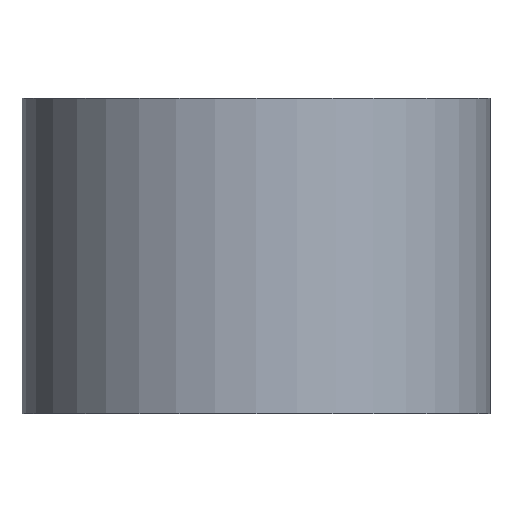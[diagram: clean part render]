
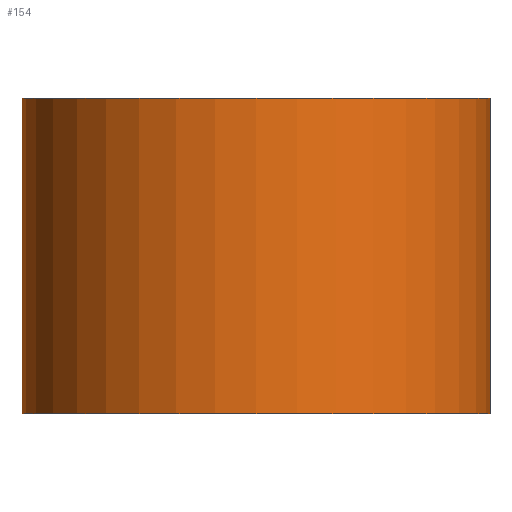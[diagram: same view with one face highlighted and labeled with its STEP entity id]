
A CAD part, front view. The second image highlights one B-rep face of the part: STEP entity #154.
In plain terms, the highlighted cylindrical face has radius 20 mm (diameter 40 mm), a partial arc.
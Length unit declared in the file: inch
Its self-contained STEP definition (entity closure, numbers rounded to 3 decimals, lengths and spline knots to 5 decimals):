
#6=CARTESIAN_POINT('',(0.,0.,0.));
#7=DIRECTION('',(0.,0.,1.));
#8=DIRECTION('',(-1.,0.,0.));
#9=AXIS2_PLACEMENT_3D('',#6,#7,#8);
#21=DIRECTION('',(0.,0.,1.));
#22=VECTOR('',#21,1.06299);
#23=CARTESIAN_POINT('',(0.7874,0.,0.));
#24=LINE('',#23,#22);
#25=DIRECTION('',(0.,0.,1.));
#26=VECTOR('',#25,1.06299);
#27=CARTESIAN_POINT('',(-0.7874,0.,0.));
#28=LINE('',#27,#26);
#34=CARTESIAN_POINT('',(0.,0.,1.06299));
#35=DIRECTION('',(0.,0.,1.));
#36=DIRECTION('',(-1.,0.,0.));
#37=AXIS2_PLACEMENT_3D('',#34,#35,#36);
#85=CARTESIAN_POINT('',(0.7874,0.,0.));
#86=CARTESIAN_POINT('',(-0.7874,0.,0.));
#87=VERTEX_POINT('',#85);
#88=VERTEX_POINT('',#86);
#89=CARTESIAN_POINT('',(0.7874,0.,1.06299));
#90=CARTESIAN_POINT('',(-0.7874,0.,1.06299));
#91=VERTEX_POINT('',#89);
#92=VERTEX_POINT('',#90);
#142=CARTESIAN_POINT('',(0.,0.,0.));
#143=DIRECTION('',(0.,0.,1.));
#144=DIRECTION('',(1.,0.,0.));
#145=AXIS2_PLACEMENT_3D('',#142,#143,#144);
#146=CYLINDRICAL_SURFACE('',#145,0.7874);
#147=ORIENTED_EDGE('',*,*,#116,.F.);
#148=ORIENTED_EDGE('',*,*,#137,.T.);
#150=ORIENTED_EDGE('',*,*,#149,.T.);
#151=ORIENTED_EDGE('',*,*,#133,.F.);
#152=EDGE_LOOP('',(#147,#148,#150,#151));
#153=FACE_OUTER_BOUND('',#152,.F.);
#154=ADVANCED_FACE('',(#153),#146,.T.);
#10=CIRCLE('',#9,0.7874);
#38=CIRCLE('',#37,0.7874);
#116=EDGE_CURVE('',#88,#87,#10,.T.);
#133=EDGE_CURVE('',#87,#91,#24,.T.);
#137=EDGE_CURVE('',#88,#92,#28,.T.);
#149=EDGE_CURVE('',#92,#91,#38,.T.);
